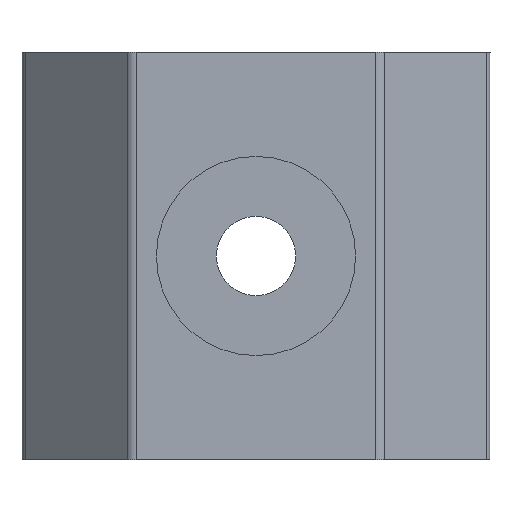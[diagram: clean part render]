
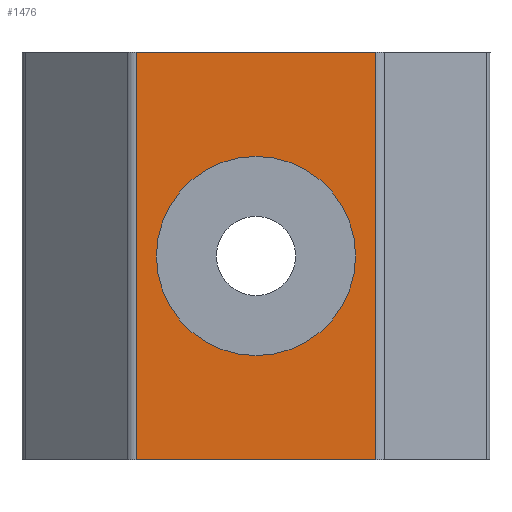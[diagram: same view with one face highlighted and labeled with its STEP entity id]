
A CAD part, front view. The second image highlights one B-rep face of the part: STEP entity #1476.
In plain terms, the highlighted planar face has unit normal (0, -1, 0).
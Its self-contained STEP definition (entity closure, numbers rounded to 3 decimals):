
#48 = DIRECTION ( 'NONE',  ( 0., 0., -1. ) ) ;
#77 = FACE_BOUND ( 'NONE', #1180, .T. ) ;
#84 = FACE_OUTER_BOUND ( 'NONE', #1506, .T. ) ;
#108 = EDGE_CURVE ( 'NONE', #257, #1507, #188, .T. ) ;
#111 = LINE ( 'NONE', #361, #375 ) ;
#123 = ORIENTED_EDGE ( 'NONE', *, *, #1181, .F. ) ;
#129 = CIRCLE ( 'NONE', #676, 8.3 ) ;
#137 = CARTESIAN_POINT ( 'NONE',  ( -10., -9.546, 17. ) ) ;
#188 = LINE ( 'NONE', #692, #310 ) ;
#257 = VERTEX_POINT ( 'NONE', #1011 ) ;
#310 = VECTOR ( 'NONE', #354, 1000. ) ;
#335 = CARTESIAN_POINT ( 'NONE',  ( 8.3, -9.546, 0. ) ) ;
#342 = ORIENTED_EDGE ( 'NONE', *, *, #108, .F. ) ;
#354 = DIRECTION ( 'NONE',  ( 0., 0., -1. ) ) ;
#355 = CARTESIAN_POINT ( 'NONE',  ( -10., -9.546, 17. ) ) ;
#361 = CARTESIAN_POINT ( 'NONE',  ( -5., -9.546, -17. ) ) ;
#375 = VECTOR ( 'NONE', #848, 1000. ) ;
#424 = ORIENTED_EDGE ( 'NONE', *, *, #815, .F. ) ;
#511 = DIRECTION ( 'NONE',  ( 0., -1., 0. ) ) ;
#537 = CARTESIAN_POINT ( 'NONE',  ( -10., -9.546, -17. ) ) ;
#548 = EDGE_CURVE ( 'NONE', #1415, #1214, #940, .T. ) ;
#662 = VECTOR ( 'NONE', #48, 1000. ) ;
#676 = AXIS2_PLACEMENT_3D ( 'NONE', #1155, #1279, #1300 ) ;
#692 = CARTESIAN_POINT ( 'NONE',  ( 10., -9.546, 17. ) ) ;
#726 = CARTESIAN_POINT ( 'NONE',  ( -10., -9.546, 17. ) ) ;
#778 = AXIS2_PLACEMENT_3D ( 'NONE', #726, #511, #1363 ) ;
#815 = EDGE_CURVE ( 'NONE', #1415, #257, #884, .T. ) ;
#828 = VERTEX_POINT ( 'NONE', #335 ) ;
#848 = DIRECTION ( 'NONE',  ( 1., 0., 0. ) ) ;
#876 = VECTOR ( 'NONE', #1035, 1000. ) ;
#884 = LINE ( 'NONE', #137, #876 ) ;
#940 = LINE ( 'NONE', #1564, #662 ) ;
#1011 = CARTESIAN_POINT ( 'NONE',  ( 10., -9.546, 17. ) ) ;
#1035 = DIRECTION ( 'NONE',  ( 1., 0., 0. ) ) ;
#1155 = CARTESIAN_POINT ( 'NONE',  ( 0., -9.546, 0. ) ) ;
#1180 = EDGE_LOOP ( 'NONE', ( #123 ) ) ;
#1181 = EDGE_CURVE ( 'NONE', #828, #828, #129, .T. ) ;
#1197 = ORIENTED_EDGE ( 'NONE', *, *, #1570, .T. ) ;
#1214 = VERTEX_POINT ( 'NONE', #537 ) ;
#1262 = PLANE ( 'NONE',  #778 ) ;
#1279 = DIRECTION ( 'NONE',  ( 0., -1., 0. ) ) ;
#1300 = DIRECTION ( 'NONE',  ( 1., 0., 0. ) ) ;
#1337 = ORIENTED_EDGE ( 'NONE', *, *, #548, .T. ) ;
#1363 = DIRECTION ( 'NONE',  ( 0., 0., -1. ) ) ;
#1415 = VERTEX_POINT ( 'NONE', #355 ) ;
#1476 = ADVANCED_FACE ( 'NONE', ( #77, #84 ), #1262, .T. ) ;
#1506 = EDGE_LOOP ( 'NONE', ( #424, #1337, #1197, #342 ) ) ;
#1507 = VERTEX_POINT ( 'NONE', #1510 ) ;
#1510 = CARTESIAN_POINT ( 'NONE',  ( 10., -9.546, -17. ) ) ;
#1564 = CARTESIAN_POINT ( 'NONE',  ( -10., -9.546, 17. ) ) ;
#1570 = EDGE_CURVE ( 'NONE', #1214, #1507, #111, .T. ) ;
